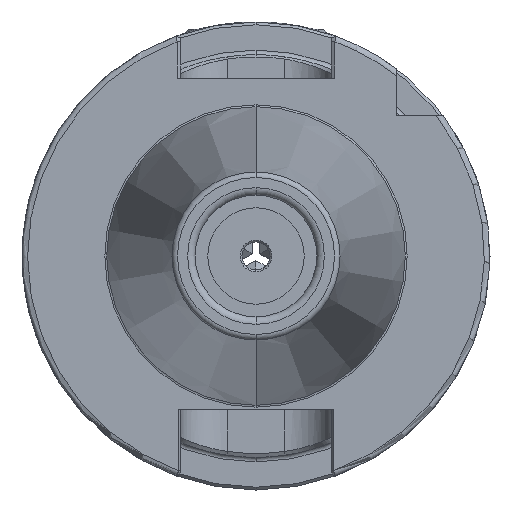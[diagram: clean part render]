
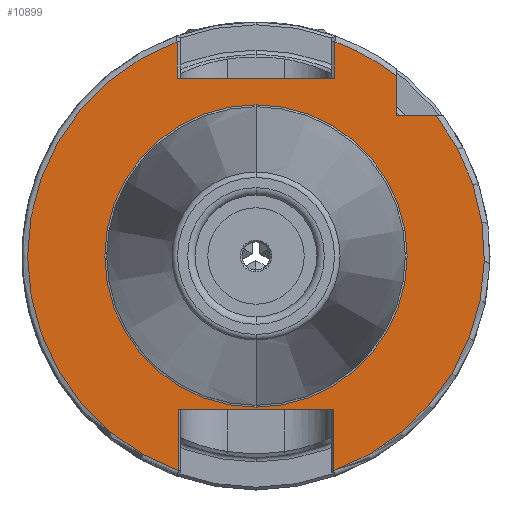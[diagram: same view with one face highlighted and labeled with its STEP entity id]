
A CAD part, front view. The second image highlights one B-rep face of the part: STEP entity #10899.
In plain terms, the highlighted planar face has unit normal (0, -1, 0).
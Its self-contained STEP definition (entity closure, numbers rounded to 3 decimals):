
#325 = VERTEX_POINT ( 'NONE', #16579 ) ;
#1287 = CARTESIAN_POINT ( 'NONE',  ( -8.434, 0., 22.896 ) ) ;
#1593 = CIRCLE ( 'NONE', #20300, 24.4 ) ;
#1711 = VERTEX_POINT ( 'NONE', #13030 ) ;
#2572 = VERTEX_POINT ( 'NONE', #3185 ) ;
#2774 = EDGE_CURVE ( 'NONE', #10461, #1711, #19109, .T. ) ;
#3006 = CARTESIAN_POINT ( 'NONE',  ( 15., 0., 15. ) ) ;
#3185 = CARTESIAN_POINT ( 'NONE',  ( 15., 0., 19.245 ) ) ;
#3338 = LINE ( 'NONE', #25135, #40319 ) ;
#3965 = EDGE_LOOP ( 'NONE', ( #27752, #24809, #32667, #34603, #31474, #32395, #23245, #34789, #23168, #6036, #5688 ) ) ;
#4629 = FACE_BOUND ( 'NONE', #36965, .T. ) ;
#4769 = VECTOR ( 'NONE', #39327, 1000. ) ;
#4946 = LINE ( 'NONE', #27508, #14490 ) ;
#5431 = VECTOR ( 'NONE', #7675, 1000. ) ;
#5688 = ORIENTED_EDGE ( 'NONE', *, *, #8378, .T. ) ;
#5914 = VERTEX_POINT ( 'NONE', #27721 ) ;
#6004 = DIRECTION ( 'NONE',  ( 1., 0., 0. ) ) ;
#6036 = ORIENTED_EDGE ( 'NONE', *, *, #10405, .F. ) ;
#6055 = DIRECTION ( 'NONE',  ( 1., 0., 0. ) ) ;
#6086 = VERTEX_POINT ( 'NONE', #24792 ) ;
#6214 = CARTESIAN_POINT ( 'NONE',  ( -8.05, 0., 19. ) ) ;
#6701 = CARTESIAN_POINT ( 'NONE',  ( 8.288, 0., 0. ) ) ;
#7150 = CARTESIAN_POINT ( 'NONE',  ( 0., 0., 16.15 ) ) ;
#7155 = CARTESIAN_POINT ( 'NONE',  ( 8.434, 0., 22.896 ) ) ;
#7456 = CIRCLE ( 'NONE', #17594, 24.4 ) ;
#7675 = DIRECTION ( 'NONE',  ( 0., 0., 1. ) ) ;
#8021 = VERTEX_POINT ( 'NONE', #3006 ) ;
#8108 = DIRECTION ( 'NONE',  ( 0., 1., 0. ) ) ;
#8378 = EDGE_CURVE ( 'NONE', #34230, #1711, #40626, .T. ) ;
#9539 = VECTOR ( 'NONE', #6004, 1000. ) ;
#10405 = EDGE_CURVE ( 'NONE', #34230, #2572, #7456, .T. ) ;
#10461 = VERTEX_POINT ( 'NONE', #29585 ) ;
#10473 = VECTOR ( 'NONE', #45153, 1000. ) ;
#10899 = ADVANCED_FACE ( 'NONE', ( #4629, #41644 ), #14035, .F. ) ;
#11585 = CIRCLE ( 'NONE', #34964, 16.15 ) ;
#12553 = EDGE_CURVE ( 'NONE', #10461, #33067, #38756, .T. ) ;
#12572 = DIRECTION ( 'NONE',  ( 0., 1., 0. ) ) ;
#13030 = CARTESIAN_POINT ( 'NONE',  ( 8.434, 0., 19. ) ) ;
#13183 = DIRECTION ( 'NONE',  ( 0., 1., 0. ) ) ;
#13276 = DIRECTION ( 'NONE',  ( 0., 1., 0. ) ) ;
#14035 = PLANE ( 'NONE',  #35881 ) ;
#14153 = CARTESIAN_POINT ( 'NONE',  ( 16.15, 0., 0. ) ) ;
#14195 = ORIENTED_EDGE ( 'NONE', *, *, #17886, .T. ) ;
#14365 = DIRECTION ( 'NONE',  ( 0., 0., 1. ) ) ;
#14490 = VECTOR ( 'NONE', #6055, 1000. ) ;
#16579 = CARTESIAN_POINT ( 'NONE',  ( -8.288, 0., -16.4 ) ) ;
#17594 = AXIS2_PLACEMENT_3D ( 'NONE', #40144, #40442, #40300 ) ;
#17886 = EDGE_CURVE ( 'NONE', #44699, #41816, #21750, .T. ) ;
#18643 = CARTESIAN_POINT ( 'NONE',  ( -8.288, 0., -22.949 ) ) ;
#19109 = LINE ( 'NONE', #6214, #9539 ) ;
#19657 = DIRECTION ( 'NONE',  ( 0., 1., 0. ) ) ;
#20034 = LINE ( 'NONE', #23555, #10473 ) ;
#20300 = AXIS2_PLACEMENT_3D ( 'NONE', #34634, #13183, #38215 ) ;
#21750 = CIRCLE ( 'NONE', #25847, 16.15 ) ;
#22875 = ORIENTED_EDGE ( 'NONE', *, *, #24761, .T. ) ;
#23168 = ORIENTED_EDGE ( 'NONE', *, *, #37663, .T. ) ;
#23245 = ORIENTED_EDGE ( 'NONE', *, *, #34554, .F. ) ;
#23500 = DIRECTION ( 'NONE',  ( 0., 0., 1. ) ) ;
#23555 = CARTESIAN_POINT ( 'NONE',  ( -8.288, 0., 0. ) ) ;
#23601 = EDGE_CURVE ( 'NONE', #31819, #33067, #1593, .T. ) ;
#24761 = EDGE_CURVE ( 'NONE', #41816, #44699, #11585, .T. ) ;
#24792 = CARTESIAN_POINT ( 'NONE',  ( 8.288, 0., -22.949 ) ) ;
#24809 = ORIENTED_EDGE ( 'NONE', *, *, #12553, .T. ) ;
#24816 = EDGE_CURVE ( 'NONE', #31819, #325, #20034, .T. ) ;
#25135 = CARTESIAN_POINT ( 'NONE',  ( -8.05, 0., -16.4 ) ) ;
#25847 = AXIS2_PLACEMENT_3D ( 'NONE', #29600, #8108, #33174 ) ;
#27508 = CARTESIAN_POINT ( 'NONE',  ( 15., 0., 15. ) ) ;
#27721 = CARTESIAN_POINT ( 'NONE',  ( 8.288, 0., -16.4 ) ) ;
#27752 = ORIENTED_EDGE ( 'NONE', *, *, #2774, .F. ) ;
#28734 = DIRECTION ( 'NONE',  ( 1., 0., 0. ) ) ;
#28788 = LINE ( 'NONE', #6701, #37146 ) ;
#29585 = CARTESIAN_POINT ( 'NONE',  ( -8.434, 0., 19. ) ) ;
#29600 = CARTESIAN_POINT ( 'NONE',  ( 0., 0., 0. ) ) ;
#31474 = ORIENTED_EDGE ( 'NONE', *, *, #35123, .T. ) ;
#31819 = VERTEX_POINT ( 'NONE', #18643 ) ;
#32395 = ORIENTED_EDGE ( 'NONE', *, *, #41702, .T. ) ;
#32667 = ORIENTED_EDGE ( 'NONE', *, *, #23601, .F. ) ;
#32728 = CARTESIAN_POINT ( 'NONE',  ( 15., 0., 0. ) ) ;
#33067 = VERTEX_POINT ( 'NONE', #1287 ) ;
#33174 = DIRECTION ( 'NONE',  ( 0., 0., 1. ) ) ;
#34041 = CARTESIAN_POINT ( 'NONE',  ( 0., 0., 0. ) ) ;
#34230 = VERTEX_POINT ( 'NONE', #7155 ) ;
#34554 = EDGE_CURVE ( 'NONE', #39903, #6086, #43254, .T. ) ;
#34603 = ORIENTED_EDGE ( 'NONE', *, *, #24816, .T. ) ;
#34634 = CARTESIAN_POINT ( 'NONE',  ( 0., 0., 0. ) ) ;
#34789 = ORIENTED_EDGE ( 'NONE', *, *, #36337, .F. ) ;
#34964 = AXIS2_PLACEMENT_3D ( 'NONE', #34041, #12572, #37622 ) ;
#35123 = EDGE_CURVE ( 'NONE', #325, #5914, #3338, .T. ) ;
#35359 = DIRECTION ( 'NONE',  ( 0., 0., -1. ) ) ;
#35881 = AXIS2_PLACEMENT_3D ( 'NONE', #14153, #13276, #14365 ) ;
#36337 = EDGE_CURVE ( 'NONE', #8021, #39903, #4946, .T. ) ;
#36965 = EDGE_LOOP ( 'NONE', ( #22875, #14195 ) ) ;
#37146 = VECTOR ( 'NONE', #35359, 1000. ) ;
#37622 = DIRECTION ( 'NONE',  ( 0., 0., 1. ) ) ;
#37663 = EDGE_CURVE ( 'NONE', #8021, #2572, #43652, .T. ) ;
#38215 = DIRECTION ( 'NONE',  ( 0., 0., 1. ) ) ;
#38756 = LINE ( 'NONE', #41374, #46190 ) ;
#38956 = CARTESIAN_POINT ( 'NONE',  ( 19.245, 0., 15. ) ) ;
#39327 = DIRECTION ( 'NONE',  ( 0., 0., -1. ) ) ;
#39644 = CARTESIAN_POINT ( 'NONE',  ( 8.434, 0., 19. ) ) ;
#39903 = VERTEX_POINT ( 'NONE', #38956 ) ;
#40144 = CARTESIAN_POINT ( 'NONE',  ( 0., 0., 0. ) ) ;
#40300 = DIRECTION ( 'NONE',  ( 0., 0., 1. ) ) ;
#40319 = VECTOR ( 'NONE', #28734, 1000. ) ;
#40442 = DIRECTION ( 'NONE',  ( 0., 1., 0. ) ) ;
#40626 = LINE ( 'NONE', #39644, #4769 ) ;
#41124 = CARTESIAN_POINT ( 'NONE',  ( 0., 0., 0. ) ) ;
#41374 = CARTESIAN_POINT ( 'NONE',  ( -8.434, 0., 23.034 ) ) ;
#41644 = FACE_OUTER_BOUND ( 'NONE', #3965, .T. ) ;
#41702 = EDGE_CURVE ( 'NONE', #5914, #6086, #28788, .T. ) ;
#41816 = VERTEX_POINT ( 'NONE', #7150 ) ;
#43254 = CIRCLE ( 'NONE', #43699, 24.4 ) ;
#43652 = LINE ( 'NONE', #32728, #5431 ) ;
#43699 = AXIS2_PLACEMENT_3D ( 'NONE', #41124, #19657, #44850 ) ;
#44699 = VERTEX_POINT ( 'NONE', #45647 ) ;
#44850 = DIRECTION ( 'NONE',  ( 0., 0., 1. ) ) ;
#45153 = DIRECTION ( 'NONE',  ( 0., 0., 1. ) ) ;
#45647 = CARTESIAN_POINT ( 'NONE',  ( 0., 0., -16.15 ) ) ;
#46190 = VECTOR ( 'NONE', #23500, 1000. ) ;
